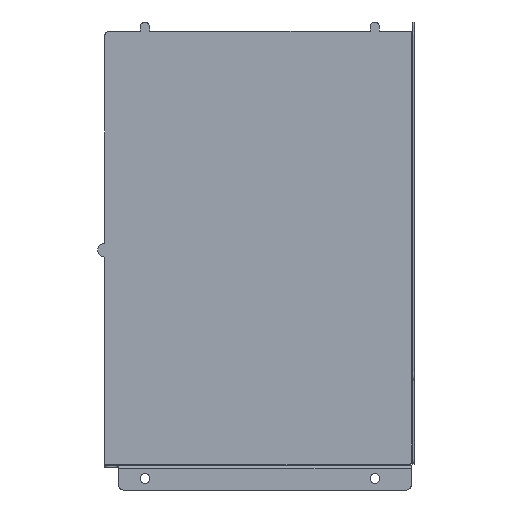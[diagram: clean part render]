
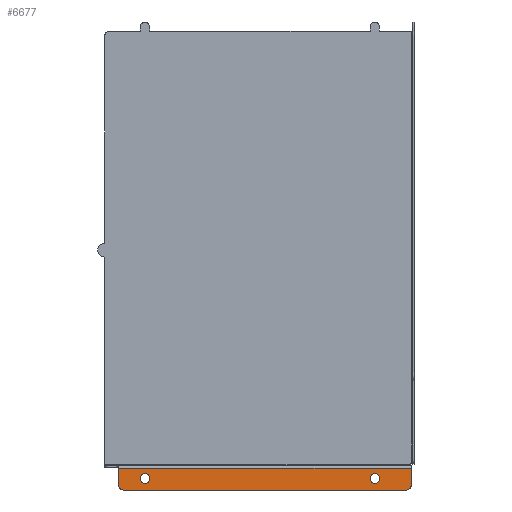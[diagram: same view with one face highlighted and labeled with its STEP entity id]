
A CAD part, front view. The second image highlights one B-rep face of the part: STEP entity #6677.
In plain terms, the highlighted planar face has unit normal (0, -1, 0).
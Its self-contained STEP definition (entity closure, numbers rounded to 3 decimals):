
#25 = CARTESIAN_POINT ( 'NONE',  ( -61.5, -30., -107.6 ) ) ;
#40 = DIRECTION ( 'NONE',  ( 0., 0., 1. ) ) ;
#132 = DIRECTION ( 'NONE',  ( 0., 0., 1. ) ) ;
#182 = EDGE_CURVE ( 'NONE', #5706, #6597, #382, .T. ) ;
#248 = EDGE_CURVE ( 'NONE', #6482, #2830, #1755, .T. ) ;
#255 = CIRCLE ( 'NONE', #2633, 2.1 ) ;
#382 = CIRCLE ( 'NONE', #7136, 2. ) ;
#459 = CARTESIAN_POINT ( 'NONE',  ( -50., -30., -104.6 ) ) ;
#504 = VECTOR ( 'NONE', #3312, 1000. ) ;
#530 = ORIENTED_EDGE ( 'NONE', *, *, #702, .T. ) ;
#591 = CARTESIAN_POINT ( 'NONE',  ( -61.5, -30., -100.1 ) ) ;
#702 = EDGE_CURVE ( 'NONE', #1500, #1541, #3279, .T. ) ;
#814 = FACE_OUTER_BOUND ( 'NONE', #5951, .T. ) ;
#905 = AXIS2_PLACEMENT_3D ( 'NONE', #2125, #4101, #132 ) ;
#963 = EDGE_CURVE ( 'NONE', #1541, #1500, #3174, .T. ) ;
#1027 = FACE_BOUND ( 'NONE', #4697, .T. ) ;
#1116 = VECTOR ( 'NONE', #5860, 1000. ) ;
#1137 = DIRECTION ( 'NONE',  ( 0., 0., 1. ) ) ;
#1138 = ORIENTED_EDGE ( 'NONE', *, *, #1758, .T. ) ;
#1500 = VERTEX_POINT ( 'NONE', #5712 ) ;
#1541 = VERTEX_POINT ( 'NONE', #8404 ) ;
#1610 = DIRECTION ( 'NONE',  ( 0., 0., 1. ) ) ;
#1685 = CARTESIAN_POINT ( 'NONE',  ( 65.829, -30., 0. ) ) ;
#1731 = CARTESIAN_POINT ( 'NONE',  ( -50., -30., -104.6 ) ) ;
#1755 = LINE ( 'NONE', #1685, #5037 ) ;
#1758 = EDGE_CURVE ( 'NONE', #7672, #6346, #7758, .T. ) ;
#1835 = ORIENTED_EDGE ( 'NONE', *, *, #3419, .T. ) ;
#1852 = ORIENTED_EDGE ( 'NONE', *, *, #182, .T. ) ;
#1880 = CARTESIAN_POINT ( 'NONE',  ( 50., -30., -104.6 ) ) ;
#1932 = ORIENTED_EDGE ( 'NONE', *, *, #963, .T. ) ;
#2125 = CARTESIAN_POINT ( 'NONE',  ( 0., -30., 0. ) ) ;
#2236 = CARTESIAN_POINT ( 'NONE',  ( 65.829, -30., -100.1 ) ) ;
#2526 = DIRECTION ( 'NONE',  ( 0., 0., 1. ) ) ;
#2587 = FACE_BOUND ( 'NONE', #6549, .T. ) ;
#2593 = EDGE_CURVE ( 'NONE', #4333, #2830, #8158, .T. ) ;
#2633 = AXIS2_PLACEMENT_3D ( 'NONE', #1880, #6474, #2526 ) ;
#2830 = VERTEX_POINT ( 'NONE', #2236 ) ;
#3174 = CIRCLE ( 'NONE', #3539, 2.1 ) ;
#3258 = DIRECTION ( 'NONE',  ( 0., 0., 1. ) ) ;
#3279 = CIRCLE ( 'NONE', #7241, 2.1 ) ;
#3312 = DIRECTION ( 'NONE',  ( 1., 0., 0. ) ) ;
#3419 = EDGE_CURVE ( 'NONE', #3550, #6482, #8571, .T. ) ;
#3436 = PLANE ( 'NONE',  #905 ) ;
#3539 = AXIS2_PLACEMENT_3D ( 'NONE', #459, #5083, #1137 ) ;
#3550 = VERTEX_POINT ( 'NONE', #5689 ) ;
#3640 = EDGE_CURVE ( 'NONE', #6346, #7672, #255, .T. ) ;
#4012 = DIRECTION ( 'NONE',  ( 0., 1., 0. ) ) ;
#4101 = DIRECTION ( 'NONE',  ( 0., 1., 0. ) ) ;
#4119 = CARTESIAN_POINT ( 'NONE',  ( 50., -30., -102.5 ) ) ;
#4179 = ORIENTED_EDGE ( 'NONE', *, *, #7120, .F. ) ;
#4195 = DIRECTION ( 'NONE',  ( 0., -1., 0. ) ) ;
#4333 = VERTEX_POINT ( 'NONE', #591 ) ;
#4474 = CARTESIAN_POINT ( 'NONE',  ( 65.829, -30., -107.6 ) ) ;
#4573 = CARTESIAN_POINT ( 'NONE',  ( -61.5, -30., -109.6 ) ) ;
#4621 = VECTOR ( 'NONE', #3258, 1000. ) ;
#4626 = CARTESIAN_POINT ( 'NONE',  ( 0., -30., -109.6 ) ) ;
#4697 = EDGE_LOOP ( 'NONE', ( #1932, #530 ) ) ;
#4921 = DIRECTION ( 'NONE',  ( 0., 0., 1. ) ) ;
#5037 = VECTOR ( 'NONE', #4921, 1000. ) ;
#5083 = DIRECTION ( 'NONE',  ( 0., 1., 0. ) ) ;
#5562 = LINE ( 'NONE', #4626, #504 ) ;
#5689 = CARTESIAN_POINT ( 'NONE',  ( 63.829, -30., -109.6 ) ) ;
#5706 = VERTEX_POINT ( 'NONE', #25 ) ;
#5712 = CARTESIAN_POINT ( 'NONE',  ( -50., -30., -106.7 ) ) ;
#5860 = DIRECTION ( 'NONE',  ( 1., 0., 0. ) ) ;
#5890 = AXIS2_PLACEMENT_3D ( 'NONE', #8168, #4195, #6864 ) ;
#5951 = EDGE_LOOP ( 'NONE', ( #4179, #1852, #7795, #1835, #8556, #6246 ) ) ;
#6143 = AXIS2_PLACEMENT_3D ( 'NONE', #7978, #4012, #40 ) ;
#6246 = ORIENTED_EDGE ( 'NONE', *, *, #2593, .F. ) ;
#6333 = DIRECTION ( 'NONE',  ( 0., 1., 0. ) ) ;
#6346 = VERTEX_POINT ( 'NONE', #8348 ) ;
#6474 = DIRECTION ( 'NONE',  ( 0., 1., 0. ) ) ;
#6482 = VERTEX_POINT ( 'NONE', #4474 ) ;
#6528 = CARTESIAN_POINT ( 'NONE',  ( 65.829, -30., -100.1 ) ) ;
#6549 = EDGE_LOOP ( 'NONE', ( #1138, #7255 ) ) ;
#6597 = VERTEX_POINT ( 'NONE', #7269 ) ;
#6677 = ADVANCED_FACE ( 'NONE', ( #2587, #1027, #814 ), #3436, .F. ) ;
#6864 = DIRECTION ( 'NONE',  ( 0., 0., 1. ) ) ;
#7120 = EDGE_CURVE ( 'NONE', #5706, #4333, #8156, .T. ) ;
#7136 = AXIS2_PLACEMENT_3D ( 'NONE', #8603, #7617, #1610 ) ;
#7241 = AXIS2_PLACEMENT_3D ( 'NONE', #1731, #6333, #8295 ) ;
#7255 = ORIENTED_EDGE ( 'NONE', *, *, #3640, .T. ) ;
#7269 = CARTESIAN_POINT ( 'NONE',  ( -59.5, -30., -109.6 ) ) ;
#7617 = DIRECTION ( 'NONE',  ( 0., -1., 0. ) ) ;
#7672 = VERTEX_POINT ( 'NONE', #4119 ) ;
#7758 = CIRCLE ( 'NONE', #6143, 2.1 ) ;
#7795 = ORIENTED_EDGE ( 'NONE', *, *, #8013, .T. ) ;
#7978 = CARTESIAN_POINT ( 'NONE',  ( 50., -30., -104.6 ) ) ;
#8013 = EDGE_CURVE ( 'NONE', #6597, #3550, #5562, .T. ) ;
#8156 = LINE ( 'NONE', #4573, #4621 ) ;
#8158 = LINE ( 'NONE', #6528, #1116 ) ;
#8168 = CARTESIAN_POINT ( 'NONE',  ( 63.829, -30., -107.6 ) ) ;
#8295 = DIRECTION ( 'NONE',  ( 0., 0., 1. ) ) ;
#8348 = CARTESIAN_POINT ( 'NONE',  ( 50., -30., -106.7 ) ) ;
#8404 = CARTESIAN_POINT ( 'NONE',  ( -50., -30., -102.5 ) ) ;
#8556 = ORIENTED_EDGE ( 'NONE', *, *, #248, .T. ) ;
#8571 = CIRCLE ( 'NONE', #5890, 2. ) ;
#8603 = CARTESIAN_POINT ( 'NONE',  ( -59.5, -30., -107.6 ) ) ;
